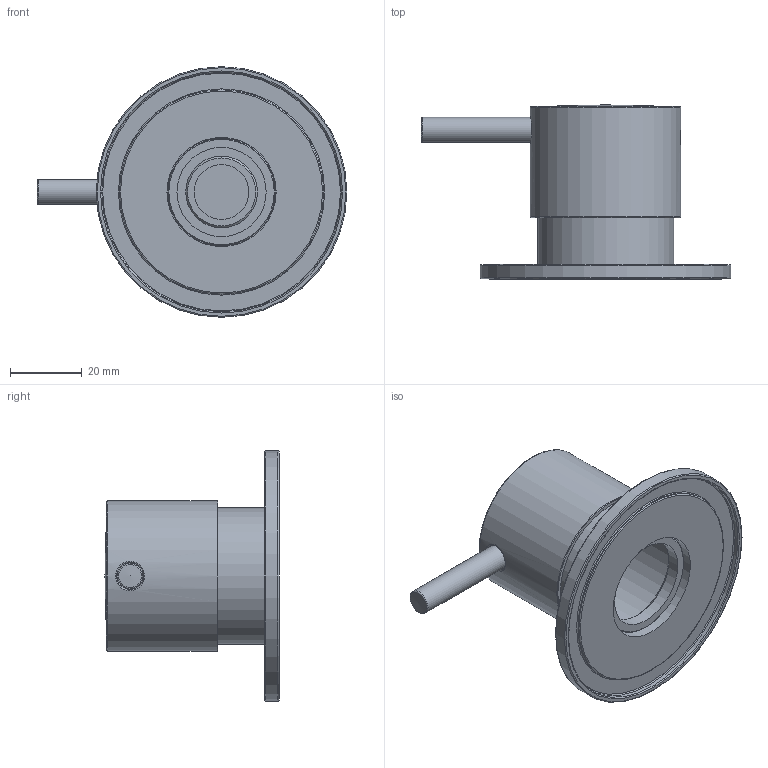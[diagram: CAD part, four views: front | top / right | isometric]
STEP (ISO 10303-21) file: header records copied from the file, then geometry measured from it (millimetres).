
FILE_DESCRIPTION(/* description */ ('Unknown'),/* implementation_level */ '2;1');
FILE_NAME(/* name */ 'CB010-00rel1',/* time_stamp */ '2017-12-14T17:15:19+01:00',/* author */ ('Unknown'),/* organization */ ('Unknown'),/* preprocessor_version */ 'ST-DEVELOPER v16.7',/* originating_system */ 'DEX',/* authorisation */ $);
FILE_SCHEMA (('AUTOMOTIVE_DESIGN {1 0 10303 214 3 1 1}'));
Length unit declared in the file: millimetre
Products named in the file (6): CB010-00rel1; CB005-16; CB005-05; CB010-001_oa_0; CB005-03; CB005-08
Assembly tree (5 placements, depth 3):
  CB010-00rel1
    CB005-16
    CB005-05
    CB010-001_oa_0
      CB005-03
      CB005-08
Bounding box: 86.5 x 48.6 x 70 mm (x, y, z)
Volume: 28213.3 mm3; surface area: 27039.2 mm2
Topology: 4 solids, 4 shells, 60 faces, 131 edges, 84 vertices
Faces by surface type: cylinder 22, plane 17, torus 9, cone 9, sphere 2, bspline 1
Full cylindrical faces by diameter (mm): 3.242 x1, 4.134 x1, 5 x2, 7 x1, 7.5 x1, 15.3 x1, 19 x1, 24.917 x1, 30 x1, 30.5 x1, 34.005 x1, 35 x2, 38 x1, 39 x1, 42 x1, 57 x1, 67 x1, 70 x1
Entity records: 1821 total; most frequent: CARTESIAN_POINT 323, DIRECTION 240, ORIENTED_EDGE 138, AXIS2_PLACEMENT_3D 119, EDGE_LOOP 117, FACE_BOUND 117, EDGE_CURVE 69, VERTEX_POINT 64
